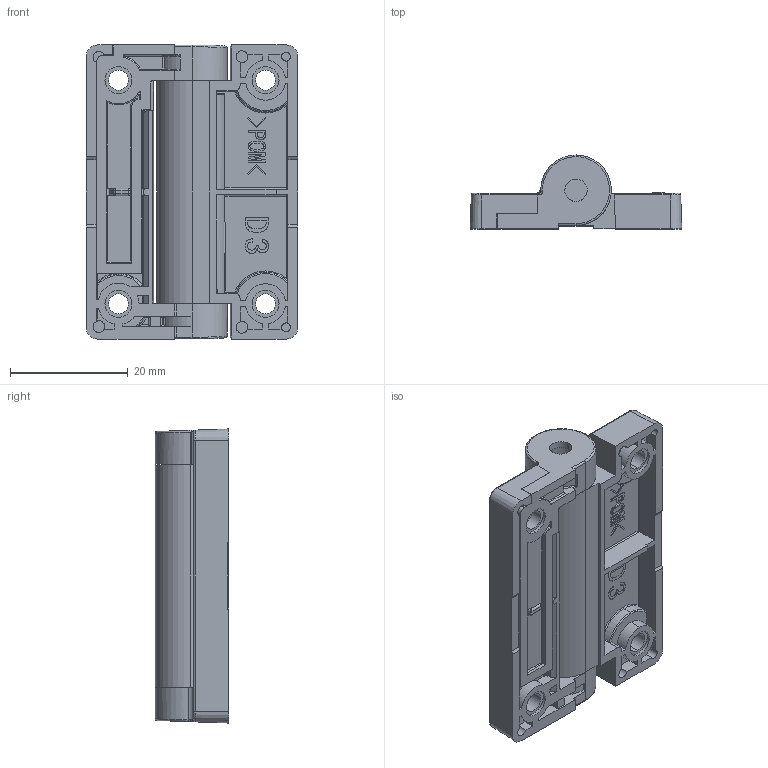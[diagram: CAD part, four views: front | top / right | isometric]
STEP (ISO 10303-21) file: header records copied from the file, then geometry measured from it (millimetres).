
FILE_DESCRIPTION (( 'STEP AP203' ), '1' );
FILE_NAME ('HG-VH8_0.step', '2015-11-24T04:52:20', ( '' ), ( '' ), 'SwSTEP 2.0', 'SolidWorks 2012', '' );
FILE_SCHEMA (( 'CONFIG_CONTROL_DESIGN' ));
Length unit declared in the file: millimetre
Products named in the file (4): HG-VH8_0; SC170-10777_僽儔働僢僩C; SC170-10776_僽儔働僢僩B; SC170-10775_僽儔働僢僩A
Assembly tree (3 placements, depth 2):
  HG-VH8_0
    SC170-10775_僽儔働僢僩A
    SC170-10776_僽儔働僢僩B
    SC170-10777_僽儔働僢僩C
Bounding box: 36 x 12.5 x 50 mm (x, y, z)
Volume: 7895.8 mm3; surface area: 9656 mm2
Topology: 3 solids, 3 shells, 648 faces, 1700 edges, 1083 vertices
Faces by surface type: plane 324, cylinder 162, bspline 72, torus 48, cone 31, sphere 11
Entity records: 22896 total; most frequent: CARTESIAN_POINT 7039, ORIENTED_EDGE 3372, DIRECTION 3012, EDGE_CURVE 1686, VERTEX_POINT 1081, LINE 1004, AXIS2_PLACEMENT_3D 1004, VECTOR 1004
